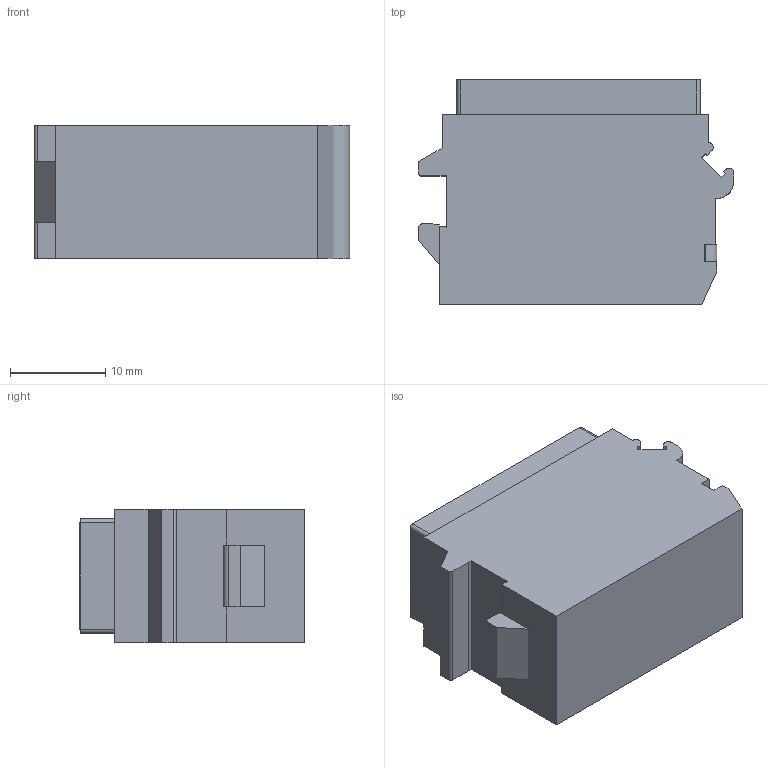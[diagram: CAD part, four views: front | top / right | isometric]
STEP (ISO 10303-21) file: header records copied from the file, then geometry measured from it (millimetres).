
FILE_DESCRIPTION((''),'2;1');
FILE_NAME('00175540102','2020-07-06T',('presta_be4'),(''),'CREO PARAMETRIC BY PTC INC, 2018360','CREO PARAMETRIC BY PTC INC, 2018360','');
FILE_SCHEMA(('CONFIG_CONTROL_DESIGN'));
Products named in the file (1): 00175540102
Bounding box: 33.15 x 23.65 x 14 mm (x, y, z)
Volume: 6202.9 mm3; surface area: 10760.5 mm2
Topology: 1 solids, 1 shells, 1550 faces, 4168 edges, 2637 vertices
Faces by surface type: plane 764, cylinder 282, torus 240, cone 184, bspline 80
Entity records: 59269 total; most frequent: CARTESIAN_POINT 21067, ORIENTED_EDGE 8304, DIRECTION 7791, EDGE_CURVE 4152, AXIS2_PLACEMENT_3D 2945, VERTEX_POINT 2637, VECTOR 1901, LINE 1901
